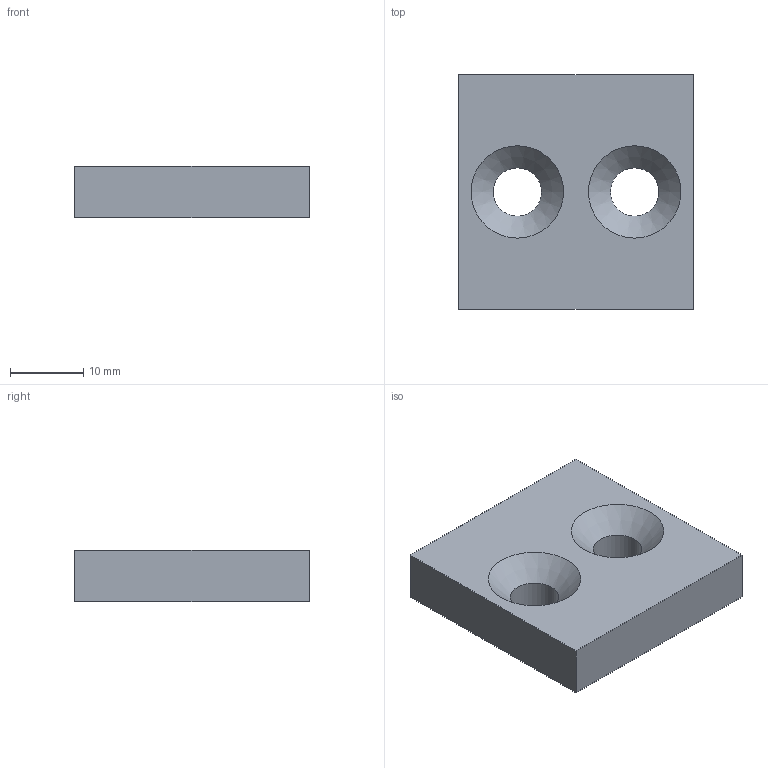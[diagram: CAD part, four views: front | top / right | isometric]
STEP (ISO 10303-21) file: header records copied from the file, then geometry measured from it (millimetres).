
FILE_DESCRIPTION(/* description */ (''),/* implementation_level */ '2;1');
FILE_NAME(/* name */ 'grampo_trava.stp',/* time_stamp */ '2022-03-20T17:55:24-03:00',/* author */ ('Korch'),/* organization */ (''),/* preprocessor_version */ 'ST-DEVELOPER v18.1',/* originating_system */ 'Autodesk Inventor 2022',/* authorisation */ '');
FILE_SCHEMA (('AUTOMOTIVE_DESIGN { 1 0 10303 214 3 1 1 }'));
Length unit declared in the file: millimetre
Products named in the file (1): grampo_trava
Bounding box: 32 x 32 x 7 mm (x, y, z)
Volume: 6445.9 mm3; surface area: 3048 mm2
Topology: 1 solids, 1 shells, 10 faces, 22 edges, 14 vertices
Faces by surface type: plane 6, cone 2, cylinder 2
Full cylindrical faces by diameter (mm): 6.6 x2
Entity records: 327 total; most frequent: DIRECTION 50, CARTESIAN_POINT 47, ORIENTED_EDGE 44, EDGE_CURVE 22, AXIS2_PLACEMENT_3D 17, LINE 16, VECTOR 16, EDGE_LOOP 14
